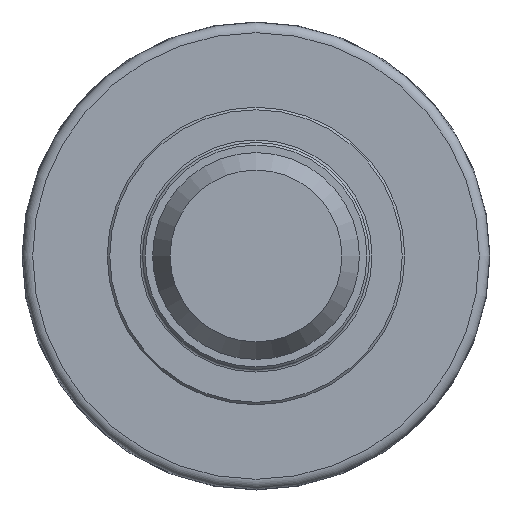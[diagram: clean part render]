
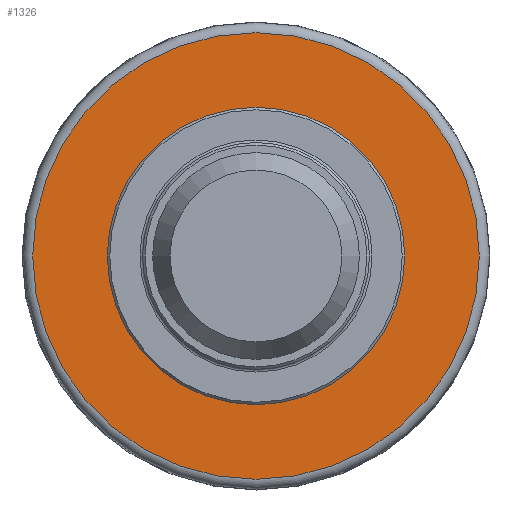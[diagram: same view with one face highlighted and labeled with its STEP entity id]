
A CAD part, left-side view. The second image highlights one B-rep face of the part: STEP entity #1326.
In plain terms, the highlighted planar face has unit normal (-1, 0, 0).
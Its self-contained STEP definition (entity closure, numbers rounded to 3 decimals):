
#66=FACE_BOUND('',#269,.T.);
#97=CIRCLE('',#1446,27.65);
#100=CIRCLE('',#1450,44.279);
#101=CIRCLE('',#1451,44.279);
#190=FACE_OUTER_BOUND('',#268,.T.);
#268=EDGE_LOOP('',(#1026,#1027));
#269=EDGE_LOOP('',(#1028));
#585=VERTEX_POINT('',#2224);
#588=VERTEX_POINT('',#2232);
#589=VERTEX_POINT('',#2233);
#747=EDGE_CURVE('',#585,#585,#97,.T.);
#751=EDGE_CURVE('',#588,#589,#100,.T.);
#752=EDGE_CURVE('',#589,#588,#101,.T.);
#1026=ORIENTED_EDGE('',*,*,#751,.F.);
#1027=ORIENTED_EDGE('',*,*,#752,.F.);
#1028=ORIENTED_EDGE('',*,*,#747,.T.);
#1275=PLANE('',#1449);
#1326=ADVANCED_FACE('',(#190,#66),#1275,.T.);
#1446=AXIS2_PLACEMENT_3D('',#2225,#1724,#1725);
#1449=AXIS2_PLACEMENT_3D('',#2231,#1731,#1732);
#1450=AXIS2_PLACEMENT_3D('',#2234,#1733,#1734);
#1451=AXIS2_PLACEMENT_3D('',#2235,#1735,#1736);
#1724=DIRECTION('center_axis',(1.,0.,0.));
#1725=DIRECTION('ref_axis',(0.,-1.,0.));
#1731=DIRECTION('center_axis',(-1.,0.,0.));
#1732=DIRECTION('ref_axis',(0.,0.,1.));
#1733=DIRECTION('center_axis',(1.,0.,0.));
#1734=DIRECTION('ref_axis',(0.,-1.,0.));
#1735=DIRECTION('center_axis',(1.,0.,0.));
#1736=DIRECTION('ref_axis',(0.,-1.,0.));
#2224=CARTESIAN_POINT('',(23.7,27.65,0.));
#2225=CARTESIAN_POINT('Origin',(23.7,0.,0.));
#2231=CARTESIAN_POINT('Origin',(23.7,39.37,0.));
#2232=CARTESIAN_POINT('',(23.7,44.279,0.));
#2233=CARTESIAN_POINT('',(23.7,0.,44.279));
#2234=CARTESIAN_POINT('Origin',(23.7,0.,0.));
#2235=CARTESIAN_POINT('Origin',(23.7,0.,0.));
